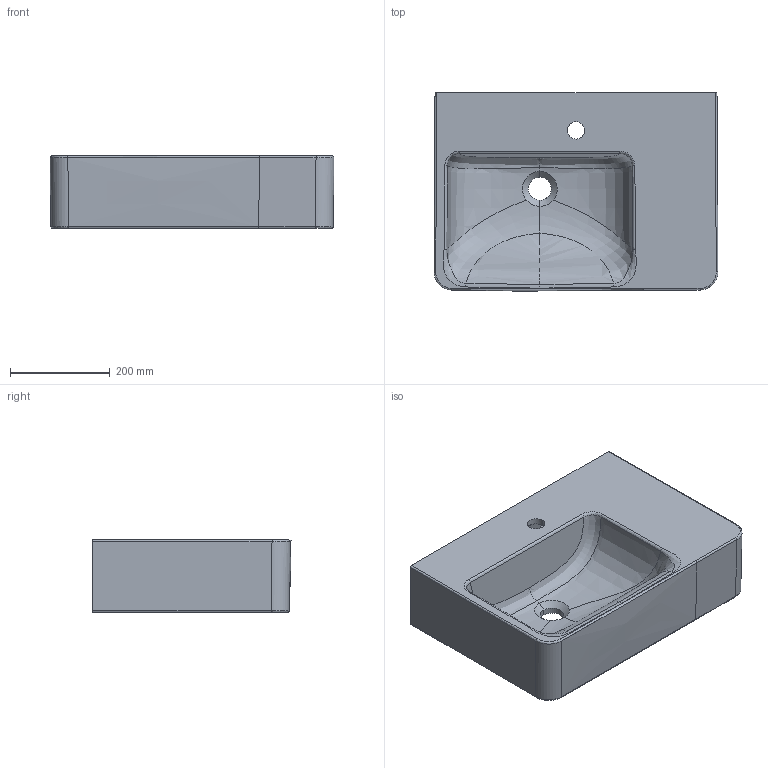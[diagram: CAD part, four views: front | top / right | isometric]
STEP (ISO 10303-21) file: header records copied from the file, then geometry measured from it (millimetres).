
FILE_DESCRIPTION(/* description */ (''),/* implementation_level */ '2;1');
FILE_NAME(/* name */ 'STEP - Wolfen Wall Basin Right Hand Shelf 565 X 395 X 145mm 1 Taphole White',/* time_stamp */ '2024-02-16T14:59:06+11:00',/* author */ (''),/* organization */ (''),/* preprocessor_version */ 'ST-DEVELOPER v16.5',/* originating_system */ 'Rhino 7.23',/* authorisation */ '');
FILE_SCHEMA (('AUTOMOTIVE_DESIGN'));
Length unit declared in the file: millimetre
Products named in the file (1): Document
Bounding box: 569 x 397.12 x 145 mm (x, y, z)
Volume: 14277721 mm3; surface area: 970670.2 mm2
Topology: 1 solids, 1 shells, 208 faces, 500 edges, 293 vertices
Faces by surface type: bspline 112, cylinder 55, plane 41
Entity records: 15397 total; most frequent: CARTESIAN_POINT 12259, ORIENTED_EDGE 990, EDGE_CURVE 495, B_SPLINE_CURVE_WITH_KNOTS 383, VERTEX_POINT 293, EDGE_LOOP 220, ADVANCED_FACE 208, FACE_OUTER_BOUND 208
